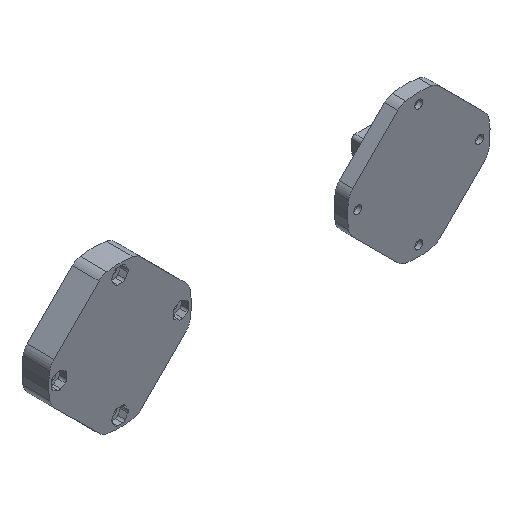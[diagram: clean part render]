
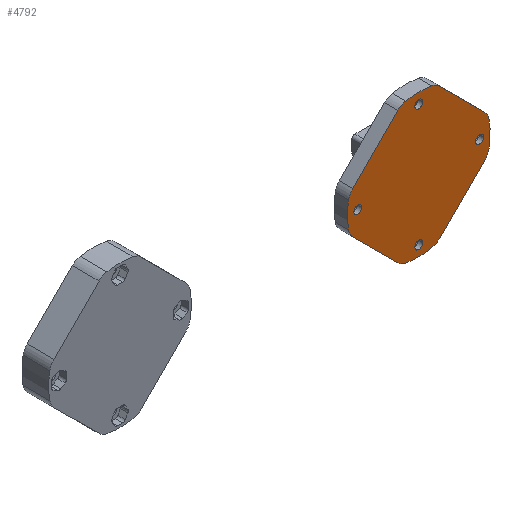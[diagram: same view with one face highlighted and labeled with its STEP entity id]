
A CAD part, isometric view. The second image highlights one B-rep face of the part: STEP entity #4792.
In plain terms, the highlighted planar face has unit normal (0, -1, 0).
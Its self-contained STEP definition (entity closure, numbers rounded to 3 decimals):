
#3363=CARTESIAN_POINT('',(50.,1.5,-20.5));
#3364=DIRECTION('',(0.,1.,0.));
#3365=DIRECTION('',(1.,0.,0.));
#3366=AXIS2_PLACEMENT_3D('',#3363,#3364,#3365);
#3377=CARTESIAN_POINT('',(68.677,1.5,3.49));
#3378=DIRECTION('',(0.,-1.,0.));
#3379=DIRECTION('',(0.983,0.,0.184));
#3380=AXIS2_PLACEMENT_3D('',#3377,#3378,#3379);
#3382=CARTESIAN_POINT('',(68.677,1.5,-3.49));
#3383=DIRECTION('',(0.,-1.,0.));
#3384=DIRECTION('',(0.707,0.,-0.707));
#3385=AXIS2_PLACEMENT_3D('',#3382,#3383,#3384);
#3387=DIRECTION('',(0.707,0.,0.707));
#3388=VECTOR('',#3387,21.477);
#3389=CARTESIAN_POINT('',(57.026,1.5,-22.212));
#3390=LINE('',#3389,#3388);
#3391=CARTESIAN_POINT('',(53.49,1.5,-18.677));
#3392=DIRECTION('',(0.,-1.,0.));
#3393=DIRECTION('',(0.184,0.,-0.983));
#3394=AXIS2_PLACEMENT_3D('',#3391,#3392,#3393);
#3396=CARTESIAN_POINT('',(46.51,1.5,-18.677));
#3397=DIRECTION('',(0.,-1.,0.));
#3398=DIRECTION('',(-0.707,0.,-0.707));
#3399=AXIS2_PLACEMENT_3D('',#3396,#3397,#3398);
#3401=DIRECTION('',(0.707,0.,-0.707));
#3402=VECTOR('',#3401,21.477);
#3403=CARTESIAN_POINT('',(27.788,1.5,-7.026));
#3404=LINE('',#3403,#3402);
#3405=CARTESIAN_POINT('',(31.323,1.5,-3.49));
#3406=DIRECTION('',(0.,-1.,0.));
#3407=DIRECTION('',(-0.983,0.,-0.184));
#3408=AXIS2_PLACEMENT_3D('',#3405,#3406,#3407);
#3410=CARTESIAN_POINT('',(31.323,1.5,3.49));
#3411=DIRECTION('',(0.,-1.,0.));
#3412=DIRECTION('',(-0.707,0.,0.707));
#3413=AXIS2_PLACEMENT_3D('',#3410,#3411,#3412);
#3415=DIRECTION('',(-0.707,0.,-0.707));
#3416=VECTOR('',#3415,21.477);
#3417=CARTESIAN_POINT('',(42.974,1.5,22.212));
#3418=LINE('',#3417,#3416);
#3419=CARTESIAN_POINT('',(46.51,1.5,18.677));
#3420=DIRECTION('',(0.,-1.,0.));
#3421=DIRECTION('',(-0.184,0.,0.983));
#3422=AXIS2_PLACEMENT_3D('',#3419,#3420,#3421);
#3424=CARTESIAN_POINT('',(53.49,1.5,18.677));
#3425=DIRECTION('',(0.,-1.,0.));
#3426=DIRECTION('',(0.707,0.,0.707));
#3427=AXIS2_PLACEMENT_3D('',#3424,#3425,#3426);
#3429=DIRECTION('',(-0.707,0.,0.707));
#3430=VECTOR('',#3429,21.477);
#3431=CARTESIAN_POINT('',(72.212,1.5,7.026));
#3432=LINE('',#3431,#3430);
#3433=CARTESIAN_POINT('',(50.,1.5,-20.5));
#3434=DIRECTION('',(0.,1.,0.));
#3435=DIRECTION('',(-1.,0.,0.));
#3436=AXIS2_PLACEMENT_3D('',#3433,#3434,#3435);
#3447=CARTESIAN_POINT('',(70.5,1.5,0.));
#3448=DIRECTION('',(0.,1.,0.));
#3449=DIRECTION('',(1.,0.,0.));
#3450=AXIS2_PLACEMENT_3D('',#3447,#3448,#3449);
#3461=CARTESIAN_POINT('',(70.5,1.5,0.));
#3462=DIRECTION('',(0.,1.,0.));
#3463=DIRECTION('',(-1.,0.,0.));
#3464=AXIS2_PLACEMENT_3D('',#3461,#3462,#3463);
#3475=CARTESIAN_POINT('',(29.5,1.5,0.));
#3476=DIRECTION('',(0.,1.,0.));
#3477=DIRECTION('',(1.,0.,0.));
#3478=AXIS2_PLACEMENT_3D('',#3475,#3476,#3477);
#3489=CARTESIAN_POINT('',(29.5,1.5,0.));
#3490=DIRECTION('',(0.,1.,0.));
#3491=DIRECTION('',(-1.,0.,0.));
#3492=AXIS2_PLACEMENT_3D('',#3489,#3490,#3491);
#3503=CARTESIAN_POINT('',(50.,1.5,20.5));
#3504=DIRECTION('',(0.,1.,0.));
#3505=DIRECTION('',(1.,0.,0.));
#3506=AXIS2_PLACEMENT_3D('',#3503,#3504,#3505);
#3517=CARTESIAN_POINT('',(50.,1.5,20.5));
#3518=DIRECTION('',(0.,1.,0.));
#3519=DIRECTION('',(-1.,0.,0.));
#3520=AXIS2_PLACEMENT_3D('',#3517,#3518,#3519);
#3552=CARTESIAN_POINT('',(50.,1.5,0.));
#3553=DIRECTION('',(0.,-1.,0.));
#3554=DIRECTION('',(0.983,0.,-0.184));
#3555=AXIS2_PLACEMENT_3D('',#3552,#3553,#3554);
#3561=CARTESIAN_POINT('',(50.,1.5,0.));
#3562=DIRECTION('',(0.,1.,0.));
#3563=DIRECTION('',(-0.184,0.,0.983));
#3564=AXIS2_PLACEMENT_3D('',#3561,#3562,#3563);
#3579=CARTESIAN_POINT('',(50.,1.5,0.));
#3580=DIRECTION('',(0.,-1.,0.));
#3581=DIRECTION('',(-0.983,0.,0.184));
#3582=AXIS2_PLACEMENT_3D('',#3579,#3580,#3581);
#3597=CARTESIAN_POINT('',(50.,1.5,0.));
#3598=DIRECTION('',(0.,1.,0.));
#3599=DIRECTION('',(0.184,0.,-0.983));
#3600=AXIS2_PLACEMENT_3D('',#3597,#3598,#3599);
#3811=CARTESIAN_POINT('',(51.35,1.5,-20.5));
#3812=CARTESIAN_POINT('',(48.65,1.5,-20.5));
#3813=VERTEX_POINT('',#3811);
#3814=VERTEX_POINT('',#3812);
#3815=CARTESIAN_POINT('',(71.85,1.5,0.));
#3816=CARTESIAN_POINT('',(69.15,1.5,0.));
#3817=VERTEX_POINT('',#3815);
#3818=VERTEX_POINT('',#3816);
#3819=CARTESIAN_POINT('',(30.85,1.5,0.));
#3820=CARTESIAN_POINT('',(28.15,1.5,0.));
#3821=VERTEX_POINT('',#3819);
#3822=VERTEX_POINT('',#3820);
#3823=CARTESIAN_POINT('',(51.35,1.5,20.5));
#3824=CARTESIAN_POINT('',(48.65,1.5,20.5));
#3825=VERTEX_POINT('',#3823);
#3826=VERTEX_POINT('',#3824);
#3827=CARTESIAN_POINT('',(73.592,1.5,4.409));
#3828=CARTESIAN_POINT('',(72.212,1.5,7.026));
#3829=VERTEX_POINT('',#3827);
#3830=VERTEX_POINT('',#3828);
#3835=CARTESIAN_POINT('',(57.026,1.5,22.212));
#3837=VERTEX_POINT('',#3835);
#3839=CARTESIAN_POINT('',(54.409,1.5,23.592));
#3840=VERTEX_POINT('',#3839);
#3843=CARTESIAN_POINT('',(45.591,1.5,23.592));
#3844=CARTESIAN_POINT('',(42.974,1.5,22.212));
#3845=VERTEX_POINT('',#3843);
#3846=VERTEX_POINT('',#3844);
#3851=CARTESIAN_POINT('',(27.788,1.5,7.026));
#3853=VERTEX_POINT('',#3851);
#3855=CARTESIAN_POINT('',(26.408,1.5,4.409));
#3856=VERTEX_POINT('',#3855);
#3859=CARTESIAN_POINT('',(26.408,1.5,-4.409));
#3860=CARTESIAN_POINT('',(27.788,1.5,-7.026));
#3861=VERTEX_POINT('',#3859);
#3862=VERTEX_POINT('',#3860);
#3867=CARTESIAN_POINT('',(42.974,1.5,-22.212));
#3869=VERTEX_POINT('',#3867);
#3871=CARTESIAN_POINT('',(45.591,1.5,-23.592));
#3872=VERTEX_POINT('',#3871);
#3875=CARTESIAN_POINT('',(54.409,1.5,-23.592));
#3876=CARTESIAN_POINT('',(57.026,1.5,-22.212));
#3877=VERTEX_POINT('',#3875);
#3878=VERTEX_POINT('',#3876);
#3883=CARTESIAN_POINT('',(72.212,1.5,-7.026));
#3885=VERTEX_POINT('',#3883);
#3887=CARTESIAN_POINT('',(73.592,1.5,-4.409));
#3888=VERTEX_POINT('',#3887);
#4730=CARTESIAN_POINT('',(0.,1.5,0.));
#4731=DIRECTION('',(0.,-1.,0.));
#4732=DIRECTION('',(1.,0.,0.));
#4733=AXIS2_PLACEMENT_3D('',#4730,#4731,#4732);
#4734=PLANE('',#4733);
#4736=ORIENTED_EDGE('',*,*,#4735,.F.);
#4738=ORIENTED_EDGE('',*,*,#4737,.F.);
#4740=ORIENTED_EDGE('',*,*,#4739,.F.);
#4742=ORIENTED_EDGE('',*,*,#4741,.F.);
#4744=ORIENTED_EDGE('',*,*,#4743,.F.);
#4746=ORIENTED_EDGE('',*,*,#4745,.T.);
#4748=ORIENTED_EDGE('',*,*,#4747,.F.);
#4750=ORIENTED_EDGE('',*,*,#4749,.F.);
#4752=ORIENTED_EDGE('',*,*,#4751,.F.);
#4754=ORIENTED_EDGE('',*,*,#4753,.F.);
#4756=ORIENTED_EDGE('',*,*,#4755,.F.);
#4758=ORIENTED_EDGE('',*,*,#4757,.F.);
#4760=ORIENTED_EDGE('',*,*,#4759,.F.);
#4762=ORIENTED_EDGE('',*,*,#4761,.T.);
#4764=ORIENTED_EDGE('',*,*,#4763,.F.);
#4766=ORIENTED_EDGE('',*,*,#4765,.F.);
#4767=EDGE_LOOP('',(#4736,#4738,#4740,#4742,#4744,#4746,#4748,#4750,#4752,#4754,
#4756,#4758,#4760,#4762,#4764,#4766));
#4768=FACE_OUTER_BOUND('',#4767,.F.);
#4770=ORIENTED_EDGE('',*,*,#4769,.F.);
#4772=ORIENTED_EDGE('',*,*,#4771,.F.);
#4773=EDGE_LOOP('',(#4770,#4772));
#4774=FACE_BOUND('',#4773,.F.);
#4776=ORIENTED_EDGE('',*,*,#4775,.F.);
#4778=ORIENTED_EDGE('',*,*,#4777,.F.);
#4779=EDGE_LOOP('',(#4776,#4778));
#4780=FACE_BOUND('',#4779,.F.);
#4782=ORIENTED_EDGE('',*,*,#4781,.F.);
#4784=ORIENTED_EDGE('',*,*,#4783,.F.);
#4785=EDGE_LOOP('',(#4782,#4784));
#4786=FACE_BOUND('',#4785,.F.);
#4787=ORIENTED_EDGE('',*,*,#4720,.F.);
#4789=ORIENTED_EDGE('',*,*,#4788,.F.);
#4790=EDGE_LOOP('',(#4787,#4789));
#4791=FACE_BOUND('',#4790,.F.);
#4792=ADVANCED_FACE('',(#4768,#4774,#4780,#4786,#4791),#4734,.T.);
#3367=CIRCLE('',#3366,1.35);
#3381=CIRCLE('',#3380,5.);
#3386=CIRCLE('',#3385,5.);
#3395=CIRCLE('',#3394,5.);
#3400=CIRCLE('',#3399,5.);
#3409=CIRCLE('',#3408,5.);
#3414=CIRCLE('',#3413,5.);
#3423=CIRCLE('',#3422,5.);
#3428=CIRCLE('',#3427,5.);
#3437=CIRCLE('',#3436,1.35);
#3451=CIRCLE('',#3450,1.35);
#3465=CIRCLE('',#3464,1.35);
#3479=CIRCLE('',#3478,1.35);
#3493=CIRCLE('',#3492,1.35);
#3507=CIRCLE('',#3506,1.35);
#3521=CIRCLE('',#3520,1.35);
#3556=CIRCLE('',#3555,24.);
#3565=CIRCLE('',#3564,24.);
#3583=CIRCLE('',#3582,24.);
#3601=CIRCLE('',#3600,24.);
#4720=EDGE_CURVE('',#3813,#3814,#3367,.T.);
#4735=EDGE_CURVE('',#3829,#3830,#3381,.T.);
#4737=EDGE_CURVE('',#3888,#3829,#3556,.T.);
#4739=EDGE_CURVE('',#3885,#3888,#3386,.T.);
#4741=EDGE_CURVE('',#3878,#3885,#3390,.T.);
#4743=EDGE_CURVE('',#3877,#3878,#3395,.T.);
#4745=EDGE_CURVE('',#3877,#3872,#3601,.T.);
#4747=EDGE_CURVE('',#3869,#3872,#3400,.T.);
#4749=EDGE_CURVE('',#3862,#3869,#3404,.T.);
#4751=EDGE_CURVE('',#3861,#3862,#3409,.T.);
#4753=EDGE_CURVE('',#3856,#3861,#3583,.T.);
#4755=EDGE_CURVE('',#3853,#3856,#3414,.T.);
#4757=EDGE_CURVE('',#3846,#3853,#3418,.T.);
#4759=EDGE_CURVE('',#3845,#3846,#3423,.T.);
#4761=EDGE_CURVE('',#3845,#3840,#3565,.T.);
#4763=EDGE_CURVE('',#3837,#3840,#3428,.T.);
#4765=EDGE_CURVE('',#3830,#3837,#3432,.T.);
#4769=EDGE_CURVE('',#3817,#3818,#3451,.T.);
#4771=EDGE_CURVE('',#3818,#3817,#3465,.T.);
#4775=EDGE_CURVE('',#3821,#3822,#3479,.T.);
#4777=EDGE_CURVE('',#3822,#3821,#3493,.T.);
#4781=EDGE_CURVE('',#3825,#3826,#3507,.T.);
#4783=EDGE_CURVE('',#3826,#3825,#3521,.T.);
#4788=EDGE_CURVE('',#3814,#3813,#3437,.T.);
